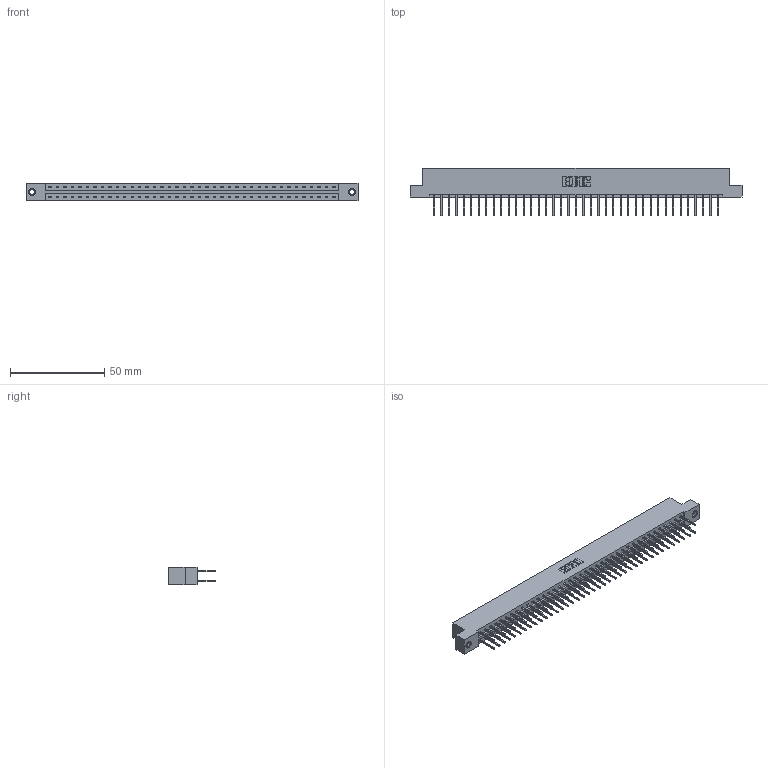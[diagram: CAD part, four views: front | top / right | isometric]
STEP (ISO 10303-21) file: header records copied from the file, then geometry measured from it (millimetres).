
FILE_DESCRIPTION (( 'STEP AP203' ), '1' );
FILE_NAME ('833-078-523-207.STEP', '2020-06-05T19:45:22', ( '' ), ( '' ), 'SwSTEP 2.0', 'SolidWorks 2020', '' );
FILE_SCHEMA (( 'CONFIG_CONTROL_DESIGN' ));
Length unit declared in the file: inch
Products named in the file (4): 345-250-001_345-250-005-103; 833-078-523-207; 833 Part_Flush - .156 Dia - TI; 345-292-001_345-293-123
Assembly tree (81 placements, depth 2):
  833-078-523-207
    833 Part_Flush - .156 Dia - TI
    345-292-001_345-293-123  x78
    345-250-001_345-250-005-103  x2
Bounding box: 176.07 x 25.15 x 9.4 mm (x, y, z)
Volume: 18094.4 mm3; surface area: 22150.6 mm2
Topology: 81 solids, 81 shells, 4230 faces, 12537 edges, 8246 vertices
Faces by surface type: plane 2910, cylinder 1304, cone 12, torus 4
Entity records: 26682 total; most frequent: CARTESIAN_POINT 4409, ORIENTED_EDGE 4338, DIRECTION 3803, EDGE_CURVE 2169, VECTOR 2021, LINE 2021, VERTEX_POINT 1440, AXIS2_PLACEMENT_3D 891
